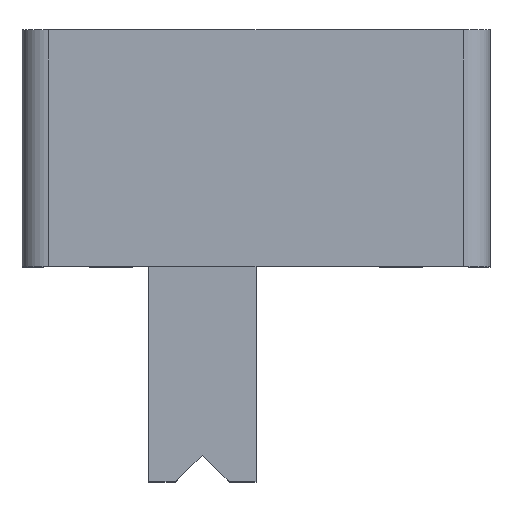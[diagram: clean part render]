
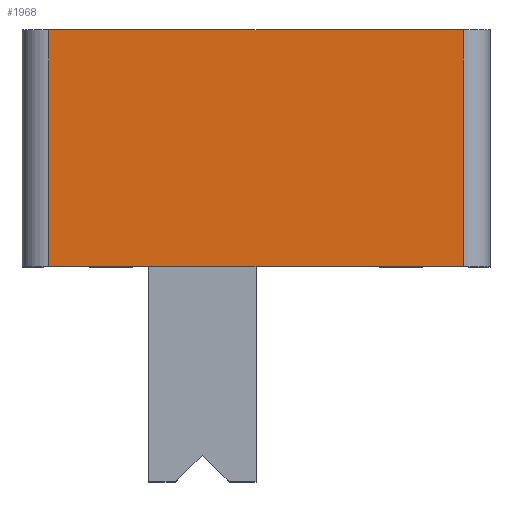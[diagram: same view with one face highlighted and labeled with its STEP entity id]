
A CAD part, top view. The second image highlights one B-rep face of the part: STEP entity #1968.
In plain terms, the highlighted planar face has unit normal (0, 0, 1).
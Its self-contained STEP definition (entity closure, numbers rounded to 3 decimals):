
#1312 = VERTEX_POINT('',#1313);
#1313 = CARTESIAN_POINT('',(-3.85,-2.2,4.));
#1320 = EDGE_CURVE('',#1321,#1312,#1323,.T.);
#1321 = VERTEX_POINT('',#1322);
#1322 = CARTESIAN_POINT('',(3.85,-2.2,4.));
#1323 = LINE('',#1324,#1325);
#1324 = CARTESIAN_POINT('',(3.85,-2.2,4.));
#1325 = VECTOR('',#1326,1.);
#1326 = DIRECTION('',(-1.,0.,0.));
#1950 = VERTEX_POINT('',#1951);
#1951 = CARTESIAN_POINT('',(3.85,2.2,4.));
#1958 = EDGE_CURVE('',#1321,#1950,#1959,.T.);
#1959 = LINE('',#1960,#1961);
#1960 = CARTESIAN_POINT('',(3.85,-2.2,4.));
#1961 = VECTOR('',#1962,1.);
#1962 = DIRECTION('',(0.,1.,0.));
#1968 = ADVANCED_FACE('',(#1969),#1987,.T.);
#1969 = FACE_BOUND('',#1970,.T.);
#1970 = EDGE_LOOP('',(#1971,#1972,#1973,#1981));
#1971 = ORIENTED_EDGE('',*,*,#1320,.F.);
#1972 = ORIENTED_EDGE('',*,*,#1958,.T.);
#1973 = ORIENTED_EDGE('',*,*,#1974,.T.);
#1974 = EDGE_CURVE('',#1950,#1975,#1977,.T.);
#1975 = VERTEX_POINT('',#1976);
#1976 = CARTESIAN_POINT('',(-3.85,2.2,4.));
#1977 = LINE('',#1978,#1979);
#1978 = CARTESIAN_POINT('',(-0.05,2.2,4.));
#1979 = VECTOR('',#1980,1.);
#1980 = DIRECTION('',(-1.,0.,0.));
#1981 = ORIENTED_EDGE('',*,*,#1982,.F.);
#1982 = EDGE_CURVE('',#1312,#1975,#1983,.T.);
#1983 = LINE('',#1984,#1985);
#1984 = CARTESIAN_POINT('',(-3.85,-2.2,4.));
#1985 = VECTOR('',#1986,1.);
#1986 = DIRECTION('',(0.,1.,0.));
#1987 = PLANE('',#1988);
#1988 = AXIS2_PLACEMENT_3D('',#1989,#1990,#1991);
#1989 = CARTESIAN_POINT('',(3.85,-2.2,4.));
#1990 = DIRECTION('',(0.,0.,1.));
#1991 = DIRECTION('',(-1.,0.,0.));
